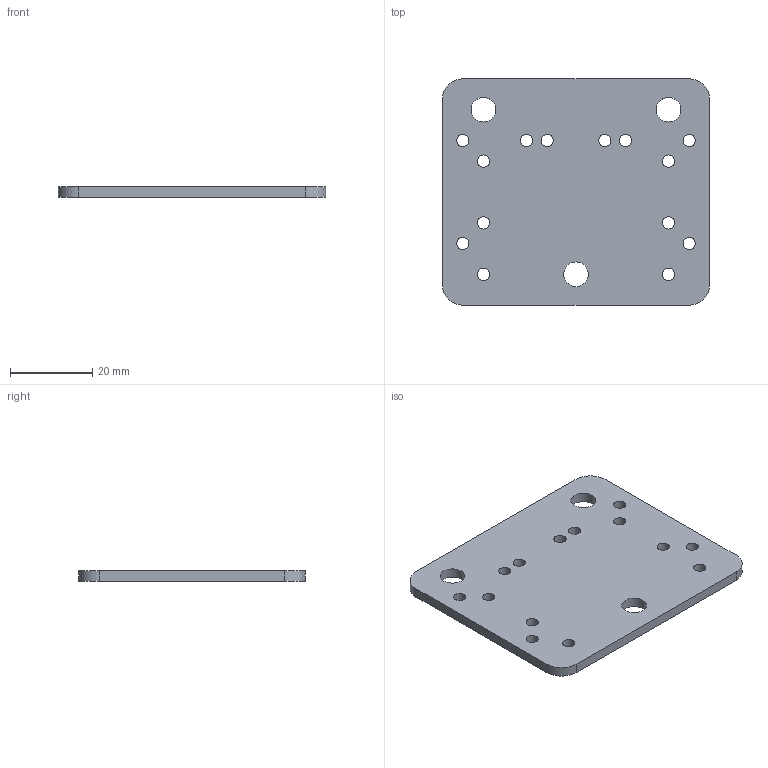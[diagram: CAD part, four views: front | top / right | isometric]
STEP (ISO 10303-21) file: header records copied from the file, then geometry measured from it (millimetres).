
FILE_DESCRIPTION(('FreeCAD Model'),'2;1');
FILE_NAME('Open CASCADE Shape Model','2021-04-25T14:54:33',('Author'),( ''),'Open CASCADE STEP processor 7.4','FreeCAD','Unknown');
FILE_SCHEMA(('AUTOMOTIVE_DESIGN { 1 0 10303 214 1 1 1 1 }'));
Length unit declared in the file: millimetre
Products named in the file (1): Body
Bounding box: 65 x 55 x 2.5 mm (x, y, z)
Volume: 8424.4 mm3; surface area: 7789.3 mm2
Topology: 1 solids, 1 shells, 27 faces, 75 edges, 50 vertices
Faces by surface type: cylinder 21, plane 6
Full cylindrical faces by diameter (mm): 3 x14, 6 x3
Entity records: 2082 total; most frequent: CARTESIAN_POINT 555, DIRECTION 281, ORIENTED_EDGE 150, PCURVE 150, DEFINITIONAL_REPRESENTATION 150, LINE 141, VECTOR 141, EDGE_CURVE 75
